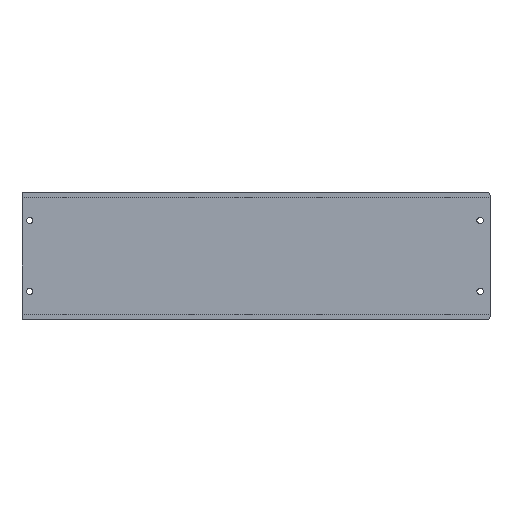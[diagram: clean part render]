
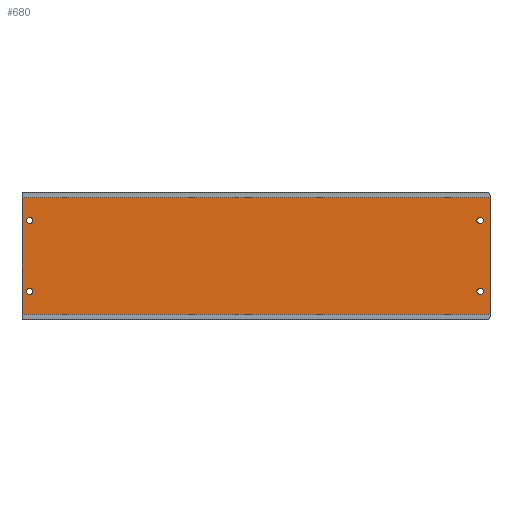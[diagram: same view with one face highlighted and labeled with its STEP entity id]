
A CAD part, top view. The second image highlights one B-rep face of the part: STEP entity #680.
In plain terms, the highlighted planar face has unit normal (0, 0, 1).
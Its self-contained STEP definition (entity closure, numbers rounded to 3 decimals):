
#1 = ORIENTED_EDGE ( 'NONE', *, *, #1091, .T. ) ;
#21 = CARTESIAN_POINT ( 'NONE',  ( 330., 4., 12. ) ) ;
#26 = VERTEX_POINT ( 'NONE', #324 ) ;
#40 = CIRCLE ( 'NONE', #55, 2.25 ) ;
#55 = AXIS2_PLACEMENT_3D ( 'NONE', #1127, #242, #898 ) ;
#68 = ORIENTED_EDGE ( 'NONE', *, *, #87, .T. ) ;
#82 = VERTEX_POINT ( 'NONE', #978 ) ;
#83 = DIRECTION ( 'NONE',  ( 0., 0., -1. ) ) ;
#87 = EDGE_CURVE ( 'NONE', #1160, #899, #866, .T. ) ;
#89 = CARTESIAN_POINT ( 'NONE',  ( 5.5, 70., 12. ) ) ;
#96 = CIRCLE ( 'NONE', #676, 2.25 ) ;
#97 = CARTESIAN_POINT ( 'NONE',  ( 330., 4., 12. ) ) ;
#103 = EDGE_CURVE ( 'NONE', #1083, #1098, #1130, .T. ) ;
#116 = EDGE_CURVE ( 'NONE', #26, #686, #40, .T. ) ;
#149 = VECTOR ( 'NONE', #1264, 1000. ) ;
#200 = EDGE_LOOP ( 'NONE', ( #1001, #539, #621, #651 ) ) ;
#221 = ORIENTED_EDGE ( 'NONE', *, *, #1239, .T. ) ;
#232 = EDGE_CURVE ( 'NONE', #899, #1160, #930, .T. ) ;
#242 = DIRECTION ( 'NONE',  ( 0., 0., -1. ) ) ;
#247 = CIRCLE ( 'NONE', #405, 2.25 ) ;
#251 = FACE_BOUND ( 'NONE', #1059, .T. ) ;
#258 = CARTESIAN_POINT ( 'NONE',  ( 5.5, 20., 12. ) ) ;
#283 = LINE ( 'NONE', #1117, #1415 ) ;
#298 = CARTESIAN_POINT ( 'NONE',  ( 325.25, 70., 12. ) ) ;
#300 = ORIENTED_EDGE ( 'NONE', *, *, #474, .T. ) ;
#322 = CARTESIAN_POINT ( 'NONE',  ( 0., 0., 12. ) ) ;
#324 = CARTESIAN_POINT ( 'NONE',  ( 320.75, 70., 12. ) ) ;
#373 = DIRECTION ( 'NONE',  ( 0., 0., -1. ) ) ;
#378 = AXIS2_PLACEMENT_3D ( 'NONE', #857, #435, #1089 ) ;
#397 = VERTEX_POINT ( 'NONE', #1024 ) ;
#405 = AXIS2_PLACEMENT_3D ( 'NONE', #1233, #557, #1392 ) ;
#412 = AXIS2_PLACEMENT_3D ( 'NONE', #419, #970, #860 ) ;
#416 = DIRECTION ( 'NONE',  ( -1., 0., 0. ) ) ;
#419 = CARTESIAN_POINT ( 'NONE',  ( 0., 0., 12. ) ) ;
#427 = DIRECTION ( 'NONE',  ( -1., 0., 0. ) ) ;
#435 = DIRECTION ( 'NONE',  ( 0., 0., -1. ) ) ;
#438 = VERTEX_POINT ( 'NONE', #1029 ) ;
#474 = EDGE_CURVE ( 'NONE', #82, #397, #1232, .T. ) ;
#483 = DIRECTION ( 'NONE',  ( 0., 0., -1. ) ) ;
#489 = DIRECTION ( 'NONE',  ( -1., 0., 0. ) ) ;
#499 = CARTESIAN_POINT ( 'NONE',  ( 330., 86., 12. ) ) ;
#512 = ORIENTED_EDGE ( 'NONE', *, *, #232, .T. ) ;
#530 = AXIS2_PLACEMENT_3D ( 'NONE', #1148, #483, #1136 ) ;
#539 = ORIENTED_EDGE ( 'NONE', *, *, #1416, .T. ) ;
#542 = EDGE_LOOP ( 'NONE', ( #300, #1090 ) ) ;
#549 = DIRECTION ( 'NONE',  ( 0., -1., 0. ) ) ;
#557 = DIRECTION ( 'NONE',  ( 0., 0., -1. ) ) ;
#583 = CARTESIAN_POINT ( 'NONE',  ( 7.75, 20., 12. ) ) ;
#618 = FACE_BOUND ( 'NONE', #627, .T. ) ;
#620 = CARTESIAN_POINT ( 'NONE',  ( 323., 20., 12. ) ) ;
#621 = ORIENTED_EDGE ( 'NONE', *, *, #1382, .T. ) ;
#627 = EDGE_LOOP ( 'NONE', ( #512, #68 ) ) ;
#631 = CIRCLE ( 'NONE', #1431, 2.25 ) ;
#642 = LINE ( 'NONE', #499, #149 ) ;
#651 = ORIENTED_EDGE ( 'NONE', *, *, #103, .F. ) ;
#673 = EDGE_CURVE ( 'NONE', #983, #1348, #96, .T. ) ;
#676 = AXIS2_PLACEMENT_3D ( 'NONE', #89, #83, #416 ) ;
#680 = ADVANCED_FACE ( 'NONE', ( #854, #251, #618, #1384, #1034 ), #1187, .F. ) ;
#684 = ORIENTED_EDGE ( 'NONE', *, *, #673, .T. ) ;
#686 = VERTEX_POINT ( 'NONE', #298 ) ;
#695 = CIRCLE ( 'NONE', #1211, 2.25 ) ;
#715 = CARTESIAN_POINT ( 'NONE',  ( 0., 86., 12. ) ) ;
#773 = CARTESIAN_POINT ( 'NONE',  ( 7.75, 70., 12. ) ) ;
#780 = VECTOR ( 'NONE', #549, 1000. ) ;
#794 = DIRECTION ( 'NONE',  ( -1., 0., 0. ) ) ;
#813 = CARTESIAN_POINT ( 'NONE',  ( 3.25, 20., 12. ) ) ;
#851 = EDGE_CURVE ( 'NONE', #1083, #438, #283, .T. ) ;
#854 = FACE_BOUND ( 'NONE', #542, .T. ) ;
#857 = CARTESIAN_POINT ( 'NONE',  ( 5.5, 20., 12. ) ) ;
#860 = DIRECTION ( 'NONE',  ( -1., 0., 0. ) ) ;
#866 = CIRCLE ( 'NONE', #378, 2.25 ) ;
#898 = DIRECTION ( 'NONE',  ( -1., 0., 0. ) ) ;
#899 = VERTEX_POINT ( 'NONE', #813 ) ;
#914 = CARTESIAN_POINT ( 'NONE',  ( 0., 4., 12. ) ) ;
#919 = EDGE_LOOP ( 'NONE', ( #684, #221 ) ) ;
#930 = CIRCLE ( 'NONE', #1047, 2.25 ) ;
#968 = VERTEX_POINT ( 'NONE', #715 ) ;
#970 = DIRECTION ( 'NONE',  ( 0., 0., -1. ) ) ;
#978 = CARTESIAN_POINT ( 'NONE',  ( 320.75, 20., 12. ) ) ;
#983 = VERTEX_POINT ( 'NONE', #1253 ) ;
#1001 = ORIENTED_EDGE ( 'NONE', *, *, #851, .T. ) ;
#1016 = DIRECTION ( 'NONE',  ( 0., 1., 0. ) ) ;
#1024 = CARTESIAN_POINT ( 'NONE',  ( 325.25, 20., 12. ) ) ;
#1029 = CARTESIAN_POINT ( 'NONE',  ( 330., 86., 12. ) ) ;
#1034 = FACE_OUTER_BOUND ( 'NONE', #200, .T. ) ;
#1047 = AXIS2_PLACEMENT_3D ( 'NONE', #258, #373, #489 ) ;
#1059 = EDGE_LOOP ( 'NONE', ( #1224, #1 ) ) ;
#1076 = DIRECTION ( 'NONE',  ( -1., 0., 0. ) ) ;
#1083 = VERTEX_POINT ( 'NONE', #21 ) ;
#1089 = DIRECTION ( 'NONE',  ( -1., 0., 0. ) ) ;
#1090 = ORIENTED_EDGE ( 'NONE', *, *, #1401, .T. ) ;
#1091 = EDGE_CURVE ( 'NONE', #686, #26, #631, .T. ) ;
#1098 = VERTEX_POINT ( 'NONE', #914 ) ;
#1117 = CARTESIAN_POINT ( 'NONE',  ( 330., 0., 12. ) ) ;
#1127 = CARTESIAN_POINT ( 'NONE',  ( 323., 70., 12. ) ) ;
#1130 = LINE ( 'NONE', #97, #1288 ) ;
#1136 = DIRECTION ( 'NONE',  ( -1., 0., 0. ) ) ;
#1148 = CARTESIAN_POINT ( 'NONE',  ( 323., 20., 12. ) ) ;
#1160 = VERTEX_POINT ( 'NONE', #583 ) ;
#1174 = DIRECTION ( 'NONE',  ( 0., 0., -1. ) ) ;
#1187 = PLANE ( 'NONE',  #412 ) ;
#1211 = AXIS2_PLACEMENT_3D ( 'NONE', #620, #1174, #1076 ) ;
#1224 = ORIENTED_EDGE ( 'NONE', *, *, #116, .T. ) ;
#1232 = CIRCLE ( 'NONE', #530, 2.25 ) ;
#1233 = CARTESIAN_POINT ( 'NONE',  ( 5.5, 70., 12. ) ) ;
#1239 = EDGE_CURVE ( 'NONE', #1348, #983, #247, .T. ) ;
#1253 = CARTESIAN_POINT ( 'NONE',  ( 3.25, 70., 12. ) ) ;
#1264 = DIRECTION ( 'NONE',  ( -1., 0., 0. ) ) ;
#1288 = VECTOR ( 'NONE', #427, 1000. ) ;
#1326 = DIRECTION ( 'NONE',  ( 0., 0., -1. ) ) ;
#1348 = VERTEX_POINT ( 'NONE', #773 ) ;
#1351 = CARTESIAN_POINT ( 'NONE',  ( 323., 70., 12. ) ) ;
#1363 = LINE ( 'NONE', #322, #780 ) ;
#1382 = EDGE_CURVE ( 'NONE', #968, #1098, #1363, .T. ) ;
#1384 = FACE_BOUND ( 'NONE', #919, .T. ) ;
#1392 = DIRECTION ( 'NONE',  ( -1., 0., 0. ) ) ;
#1401 = EDGE_CURVE ( 'NONE', #397, #82, #695, .T. ) ;
#1415 = VECTOR ( 'NONE', #1016, 1000. ) ;
#1416 = EDGE_CURVE ( 'NONE', #438, #968, #642, .T. ) ;
#1431 = AXIS2_PLACEMENT_3D ( 'NONE', #1351, #1326, #794 ) ;
